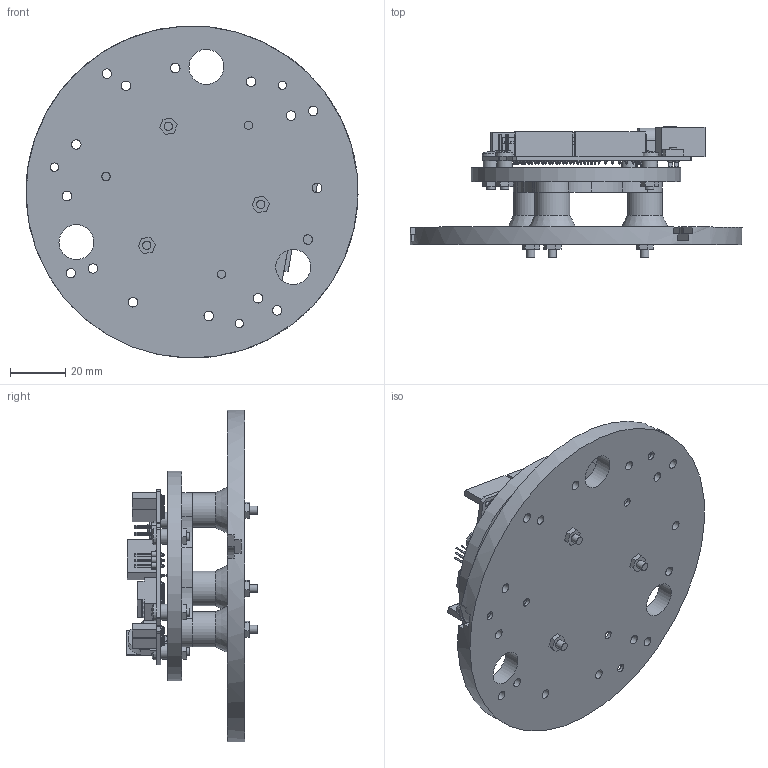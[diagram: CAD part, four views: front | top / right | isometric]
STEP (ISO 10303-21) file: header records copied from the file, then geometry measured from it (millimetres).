
FILE_DESCRIPTION(/* description */ (''),/* implementation_level */ '2;1');
FILE_NAME(/* name */ 'Main Body with Arduino and Gyro Mounts.iam.stp',/* time_stamp */ '2014-02-26T18:19:34-05:00',/* author */ ('Spooner'),/* organization */ (''),/* preprocessor_version */ 'ST-DEVELOPER v15.2',/* originating_system */ 'Autodesk Inventor 2014',/* authorisation */ '');
FILE_SCHEMA (('CONFIG_CONTROL_DESIGN','AUTOMOTIVE_DESIGN { 1 0 10303 214 3 1 1 }'));
Length unit declared in the file: inch
Products named in the file (9): Arduino Mount; Body; Gyro Mount; Offset; JIS B 1111 - M3x30(1); JIS B 1181 - B M3; Arduino; JIS B 1111 - M3x12(1); Main Body with Arduino and Gyro Mounts
Bounding box: 120.64 x 47.53 x 120.61 mm (x, y, z)
Volume: 104308.5 mm3; surface area: 59845.1 mm2
Topology: 21 solids, 21 shells, 1246 faces, 3028 edges, 1910 vertices
Faces by surface type: plane 766, cylinder 246, cone 125, torus 101, bspline 7, sphere 1
Full cylindrical faces by diameter (mm): 0.508 x78, 1.27 x1, 2.459 x7, 2.5 x7, 2.794 x1, 3 x7, 3.048 x21, 3.429 x19, 3.556 x4, 5.715 x4, 6.096 x3, 6.35 x3, 12.7 x6, 25.4 x1, 38.1 x1, 76.2 x1, 120.65 x1
Entity records: 29341 total; most frequent: CARTESIAN_POINT 4972, DIRECTION 4872, ORIENTED_EDGE 4346, EDGE_CURVE 2173, AXIS2_PLACEMENT_3D 1670, LINE 1532, VECTOR 1532, VERTEX_POINT 1514
